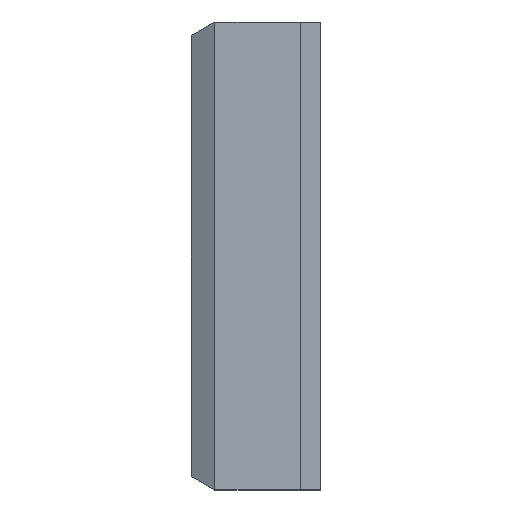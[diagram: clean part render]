
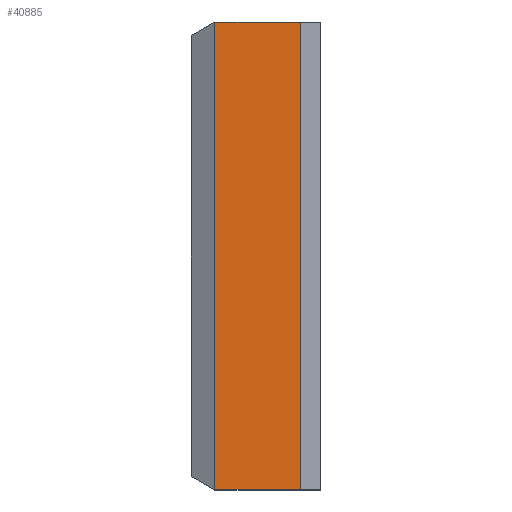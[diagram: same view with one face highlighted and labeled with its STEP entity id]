
A CAD part, left-side view. The second image highlights one B-rep face of the part: STEP entity #40885.
In plain terms, the highlighted planar face has unit normal (-1, 0, 0).
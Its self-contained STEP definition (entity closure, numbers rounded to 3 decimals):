
#5529 = LINE ( 'NONE', #12317, #39130 ) ;
#5585 = LINE ( 'NONE', #9720, #40218 ) ;
#9387 = VERTEX_POINT ( 'NONE', #38252 ) ;
#9720 = CARTESIAN_POINT ( 'NONE',  ( -22.75, 1.51, -17.25 ) ) ;
#12317 = CARTESIAN_POINT ( 'NONE',  ( -22.75, 9.51, -17.25 ) ) ;
#12421 = CARTESIAN_POINT ( 'NONE',  ( -22.75, 9.51, -17.25 ) ) ;
#13790 = ORIENTED_EDGE ( 'NONE', *, *, #25902, .T. ) ;
#13997 = CARTESIAN_POINT ( 'NONE',  ( -22.75, 7.778, -17.25 ) ) ;
#15708 = DIRECTION ( 'NONE',  ( 0., -1., 0. ) ) ;
#15807 = DIRECTION ( 'NONE',  ( 1., 0., 0. ) ) ;
#17446 = LINE ( 'NONE', #13997, #35279 ) ;
#17735 = ORIENTED_EDGE ( 'NONE', *, *, #38352, .T. ) ;
#18035 = EDGE_LOOP ( 'NONE', ( #29049, #17735, #24399, #13790 ) ) ;
#19294 = CARTESIAN_POINT ( 'NONE',  ( -22.75, 9.51, 17.25 ) ) ;
#19414 = CARTESIAN_POINT ( 'NONE',  ( -22.75, 7.778, -17.25 ) ) ;
#21379 = VECTOR ( 'NONE', #22361, 1000. ) ;
#21409 = VERTEX_POINT ( 'NONE', #41676 ) ;
#22177 = EDGE_CURVE ( 'NONE', #35435, #21409, #5529, .T. ) ;
#22361 = DIRECTION ( 'NONE',  ( 0., -1., 0. ) ) ;
#24399 = ORIENTED_EDGE ( 'NONE', *, *, #22177, .T. ) ;
#25786 = EDGE_CURVE ( 'NONE', #33750, #9387, #30263, .T. ) ;
#25902 = EDGE_CURVE ( 'NONE', #21409, #9387, #5585, .T. ) ;
#29049 = ORIENTED_EDGE ( 'NONE', *, *, #25786, .F. ) ;
#30263 = LINE ( 'NONE', #19294, #21379 ) ;
#33750 = VERTEX_POINT ( 'NONE', #36361 ) ;
#35279 = VECTOR ( 'NONE', #37443, 1000. ) ;
#35435 = VERTEX_POINT ( 'NONE', #19414 ) ;
#35482 = FACE_OUTER_BOUND ( 'NONE', #18035, .T. ) ;
#35865 = PLANE ( 'NONE',  #39473 ) ;
#36361 = CARTESIAN_POINT ( 'NONE',  ( -22.75, 7.778, 17.25 ) ) ;
#36556 = DIRECTION ( 'NONE',  ( 0., 0., 1. ) ) ;
#37443 = DIRECTION ( 'NONE',  ( 0., 0., -1. ) ) ;
#38252 = CARTESIAN_POINT ( 'NONE',  ( -22.75, 1.51, 17.25 ) ) ;
#38352 = EDGE_CURVE ( 'NONE', #33750, #35435, #17446, .T. ) ;
#39130 = VECTOR ( 'NONE', #15708, 1000. ) ;
#39263 = DIRECTION ( 'NONE',  ( 0., 0., -1. ) ) ;
#39473 = AXIS2_PLACEMENT_3D ( 'NONE', #12421, #15807, #39263 ) ;
#40218 = VECTOR ( 'NONE', #36556, 1000. ) ;
#40885 = ADVANCED_FACE ( 'NONE', ( #35482 ), #35865, .F. ) ;
#41676 = CARTESIAN_POINT ( 'NONE',  ( -22.75, 1.51, -17.25 ) ) ;
